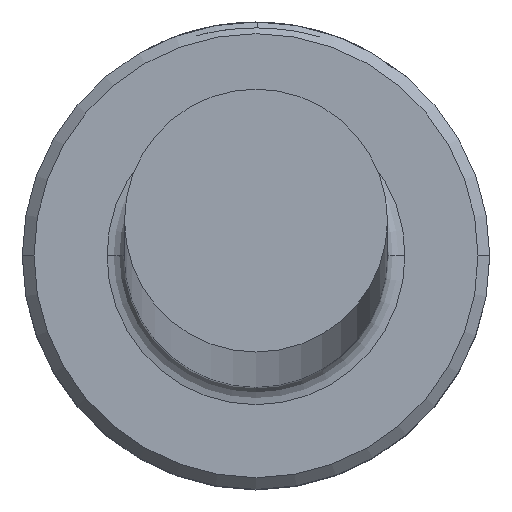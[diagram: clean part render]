
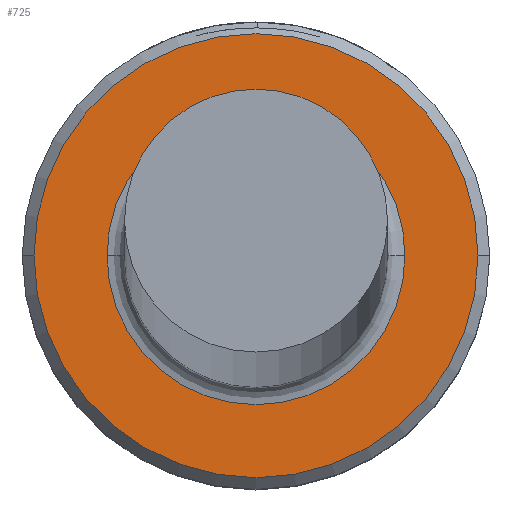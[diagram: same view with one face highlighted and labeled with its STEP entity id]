
A CAD part, top view. The second image highlights one B-rep face of the part: STEP entity #725.
In plain terms, the highlighted planar face has unit normal (0, 0, 1).
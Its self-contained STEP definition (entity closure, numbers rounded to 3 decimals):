
#34 = AXIS2_PLACEMENT_3D ( 'NONE', #169, #794, #255 ) ;
#45 = CARTESIAN_POINT ( 'NONE',  ( -2.55, 0., 6. ) ) ;
#56 = CIRCLE ( 'NONE', #119, 3.8 ) ;
#63 = AXIS2_PLACEMENT_3D ( 'NONE', #746, #429, #414 ) ;
#64 = CARTESIAN_POINT ( 'NONE',  ( 0., 0., 6. ) ) ;
#102 = AXIS2_PLACEMENT_3D ( 'NONE', #64, #686, #156 ) ;
#114 = EDGE_CURVE ( 'NONE', #1136, #1150, #245, .T. ) ;
#119 = AXIS2_PLACEMENT_3D ( 'NONE', #713, #711, #700 ) ;
#156 = DIRECTION ( 'NONE',  ( 1., 0., 0. ) ) ;
#169 = CARTESIAN_POINT ( 'NONE',  ( 0., 0., 6. ) ) ;
#179 = CARTESIAN_POINT ( 'NONE',  ( 3.8, 0., 6. ) ) ;
#181 = VERTEX_POINT ( 'NONE', #45 ) ;
#188 = EDGE_CURVE ( 'NONE', #407, #181, #227, .T. ) ;
#215 = CIRCLE ( 'NONE', #34, 2.55 ) ;
#227 = CIRCLE ( 'NONE', #804, 2.55 ) ;
#245 = CIRCLE ( 'NONE', #63, 3.8 ) ;
#250 = DIRECTION ( 'NONE',  ( -1., 0., 0. ) ) ;
#255 = DIRECTION ( 'NONE',  ( -1., 0., 0. ) ) ;
#274 = CARTESIAN_POINT ( 'NONE',  ( -3.8, 0., 6. ) ) ;
#293 = ORIENTED_EDGE ( 'NONE', *, *, #114, .T. ) ;
#315 = EDGE_LOOP ( 'NONE', ( #555, #293 ) ) ;
#334 = EDGE_CURVE ( 'NONE', #1150, #1136, #56, .T. ) ;
#352 = DIRECTION ( 'NONE',  ( 0., 0., -1. ) ) ;
#407 = VERTEX_POINT ( 'NONE', #904 ) ;
#414 = DIRECTION ( 'NONE',  ( 1., 0., 0. ) ) ;
#426 = PLANE ( 'NONE',  #102 ) ;
#429 = DIRECTION ( 'NONE',  ( 0., 0., 1. ) ) ;
#486 = FACE_OUTER_BOUND ( 'NONE', #315, .T. ) ;
#555 = ORIENTED_EDGE ( 'NONE', *, *, #334, .T. ) ;
#572 = FACE_BOUND ( 'NONE', #624, .T. ) ;
#591 = CARTESIAN_POINT ( 'NONE',  ( 0., 0., 6. ) ) ;
#624 = EDGE_LOOP ( 'NONE', ( #1001, #635 ) ) ;
#635 = ORIENTED_EDGE ( 'NONE', *, *, #188, .T. ) ;
#686 = DIRECTION ( 'NONE',  ( 0., 0., 1. ) ) ;
#700 = DIRECTION ( 'NONE',  ( 1., 0., 0. ) ) ;
#711 = DIRECTION ( 'NONE',  ( 0., 0., 1. ) ) ;
#713 = CARTESIAN_POINT ( 'NONE',  ( 0., 0., 6. ) ) ;
#725 = ADVANCED_FACE ( 'NONE', ( #486, #572 ), #426, .T. ) ;
#746 = CARTESIAN_POINT ( 'NONE',  ( 0., 0., 6. ) ) ;
#768 = EDGE_CURVE ( 'NONE', #181, #407, #215, .T. ) ;
#794 = DIRECTION ( 'NONE',  ( 0., 0., -1. ) ) ;
#804 = AXIS2_PLACEMENT_3D ( 'NONE', #591, #352, #250 ) ;
#904 = CARTESIAN_POINT ( 'NONE',  ( 2.55, 0., 6. ) ) ;
#1001 = ORIENTED_EDGE ( 'NONE', *, *, #768, .T. ) ;
#1136 = VERTEX_POINT ( 'NONE', #179 ) ;
#1150 = VERTEX_POINT ( 'NONE', #274 ) ;
